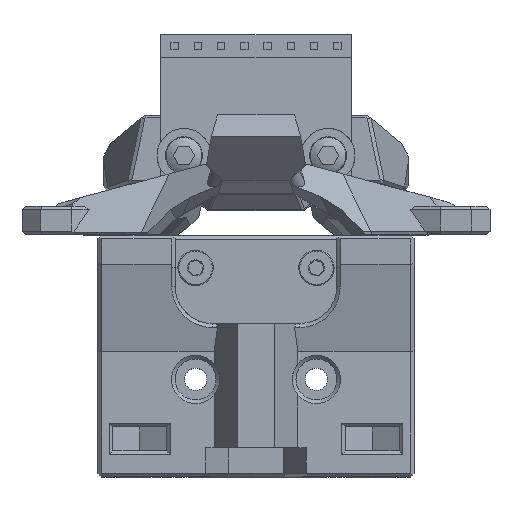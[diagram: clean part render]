
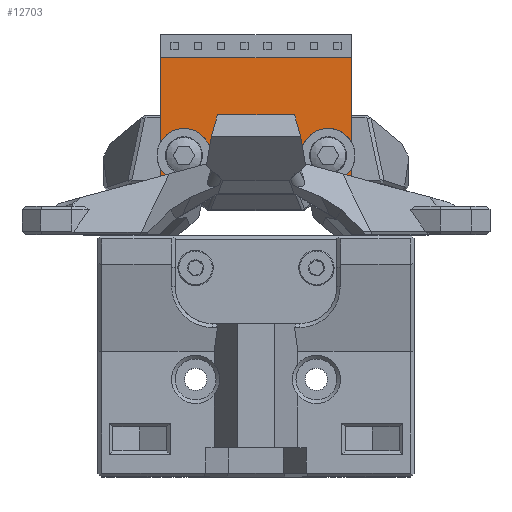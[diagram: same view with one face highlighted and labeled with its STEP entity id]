
A CAD part, top view. The second image highlights one B-rep face of the part: STEP entity #12703.
In plain terms, the highlighted planar face has unit normal (0, 0, 1).
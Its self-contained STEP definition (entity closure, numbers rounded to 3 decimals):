
#575=FACE_BOUND('',#1918,.T.);
#576=FACE_BOUND('',#1919,.T.);
#686=CIRCLE('',#13648,1.6);
#687=CIRCLE('',#13649,1.6);
#1156=FACE_OUTER_BOUND('',#1917,.T.);
#1917=EDGE_LOOP('',(#9131,#9132,#9133,#9134));
#1918=EDGE_LOOP('',(#9135));
#1919=EDGE_LOOP('',(#9136));
#2766=LINE('',#19717,#4116);
#2770=LINE('',#19724,#4120);
#2775=LINE('',#19733,#4125);
#2861=LINE('',#19912,#4211);
#4116=VECTOR('',#15180,13.);
#4120=VECTOR('',#15186,20.5);
#4125=VECTOR('',#15193,13.);
#4211=VECTOR('',#15353,20.5);
#5460=VERTEX_POINT('',#19713);
#5462=VERTEX_POINT('',#19716);
#5464=VERTEX_POINT('',#19723);
#5467=VERTEX_POINT('',#19731);
#5524=VERTEX_POINT('',#19913);
#5525=VERTEX_POINT('',#19915);
#6751=EDGE_CURVE('',#5462,#5460,#2766,.T.);
#6755=EDGE_CURVE('',#5464,#5460,#2770,.T.);
#6760=EDGE_CURVE('',#5464,#5467,#2775,.T.);
#6846=EDGE_CURVE('',#5467,#5462,#2861,.T.);
#6847=EDGE_CURVE('',#5524,#5524,#686,.T.);
#6848=EDGE_CURVE('',#5525,#5525,#687,.T.);
#9131=ORIENTED_EDGE('',*,*,#6755,.F.);
#9132=ORIENTED_EDGE('',*,*,#6760,.T.);
#9133=ORIENTED_EDGE('',*,*,#6846,.T.);
#9134=ORIENTED_EDGE('',*,*,#6751,.T.);
#9135=ORIENTED_EDGE('',*,*,#6847,.T.);
#9136=ORIENTED_EDGE('',*,*,#6848,.T.);
#12139=PLANE('',#13647);
#12703=ADVANCED_FACE('',(#1156,#575,#576),#12139,.T.);
#13647=AXIS2_PLACEMENT_3D('',#19911,#15351,#15352);
#13648=AXIS2_PLACEMENT_3D('',#19914,#15354,#15355);
#13649=AXIS2_PLACEMENT_3D('',#19916,#15356,#15357);
#15180=DIRECTION('',(0.,1.,0.));
#15186=DIRECTION('',(1.,0.,0.));
#15193=DIRECTION('',(0.,-1.,0.));
#15351=DIRECTION('center_axis',(0.,0.,1.));
#15352=DIRECTION('ref_axis',(1.,0.,0.));
#15353=DIRECTION('',(1.,0.,0.));
#15354=DIRECTION('center_axis',(0.,0.,-1.));
#15355=DIRECTION('ref_axis',(0.,-1.,0.));
#15356=DIRECTION('center_axis',(0.,0.,-1.));
#15357=DIRECTION('ref_axis',(0.,-1.,0.));
#19713=CARTESIAN_POINT('',(10.252,31.359,296.652));
#19716=CARTESIAN_POINT('',(10.252,18.359,296.652));
#19717=CARTESIAN_POINT('',(10.252,18.359,296.652));
#19723=CARTESIAN_POINT('',(-10.248,31.359,296.652));
#19724=CARTESIAN_POINT('',(-10.248,31.359,296.652));
#19731=CARTESIAN_POINT('',(-10.248,18.359,296.652));
#19733=CARTESIAN_POINT('',(-10.248,31.359,296.652));
#19911=CARTESIAN_POINT('Origin',(0.002,26.109,296.652));
#19912=CARTESIAN_POINT('',(-10.248,18.359,296.652));
#19913=CARTESIAN_POINT('',(9.352,20.859,296.652));
#19914=CARTESIAN_POINT('Origin',(7.752,20.859,296.652));
#19915=CARTESIAN_POINT('',(-6.148,20.859,296.652));
#19916=CARTESIAN_POINT('Origin',(-7.748,20.859,296.652));
